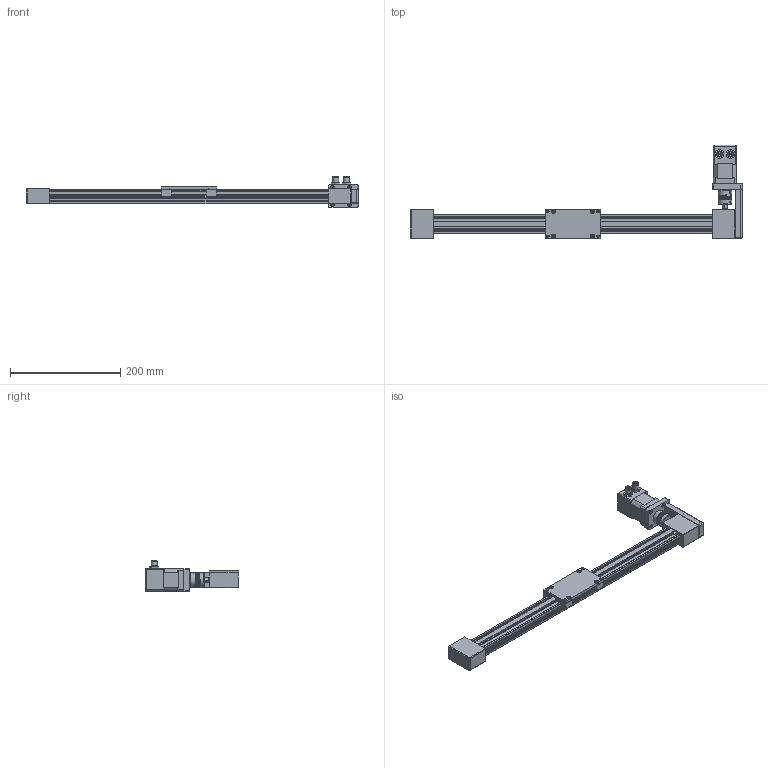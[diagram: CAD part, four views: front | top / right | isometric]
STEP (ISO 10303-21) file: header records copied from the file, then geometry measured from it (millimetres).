
FILE_DESCRIPTION(('FreeCAD Model'),'2;1');
FILE_NAME('Open CASCADE Shape Model','2025-04-17T14:15:53',('FreeCAD'),( 'FreeCAD'),'Open CASCADE STEP processor 7.6','FreeCAD','Unknown');
FILE_SCHEMA(('AUTOMOTIVE_DESIGN { 1 0 10303 214 1 1 1 1 }'));
Products named in the file (1): Open CASCADE STEP translator 7.6 1
Bounding box: 603 x 169.9 x 56.8 mm (x, y, z)
Volume: 496153.1 mm3; surface area: 208727.9 mm2
Topology: 13 solids, 18 shells, 1574 faces, 4317 edges, 2847 vertices
Faces by surface type: plane 909, cylinder 548, cone 55, torus 26, bspline 20, sphere 16
Full cylindrical faces by diameter (mm): 0.12 x4, 0.3 x4, 0.33 x4, 1 x10, 2.4 x4, 2.459 x4, 3 x4, 3.2 x8, 3.5 x4, 4 x4, 4.5 x8, 4.92 x2, 5 x10, 5.05 x1, 5.5 x4, 6 x3, 6.5 x4, 7 x13, 8 x6, 8.2 x2, 8.5 x4, 9 x4, 10 x3, 10.4 x2, 11 x4, 22 x2, 25 x2, 32 x1
Entity records: 63420 total; most frequent: CARTESIAN_POINT 23598, ORIENTED_EDGE 8576, DIRECTION 7940, EDGE_CURVE 4288, VERTEX_POINT 2845, AXIS2_PLACEMENT_3D 2762, LINE 2416, VECTOR 2416
